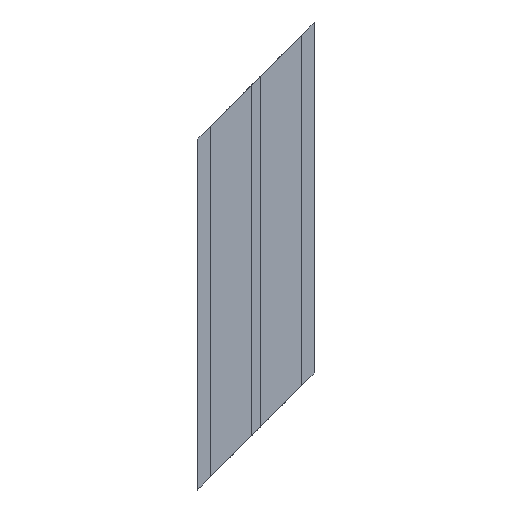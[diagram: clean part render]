
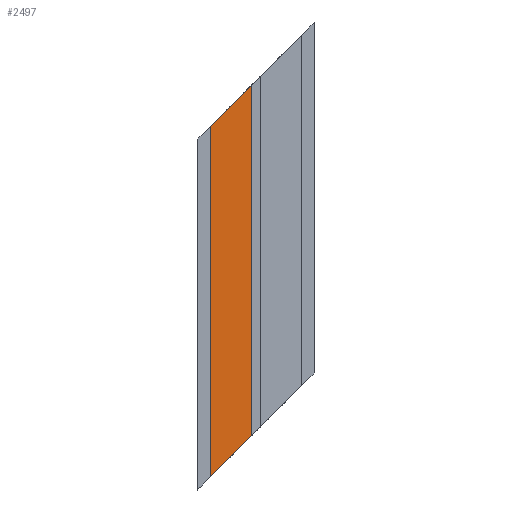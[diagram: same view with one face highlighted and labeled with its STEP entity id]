
A CAD part, front view. The second image highlights one B-rep face of the part: STEP entity #2497.
In plain terms, the highlighted planar face has unit normal (0, -1, 0).
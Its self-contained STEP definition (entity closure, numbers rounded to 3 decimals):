
#1111=DIRECTION('',(0.,0.,-1.));
#1112=VECTOR('',#1111,187.);
#1113=CARTESIAN_POINT('',(5.4,3.6,192.4));
#1114=LINE('',#1113,#1112);
#1125=DIRECTION('',(0.707,0.,0.707));
#1126=VECTOR('',#1125,35.638);
#1127=CARTESIAN_POINT('',(5.4,3.6,192.4));
#1128=LINE('',#1127,#1126);
#1132=DIRECTION('',(0.,0.,-1.));
#1133=VECTOR('',#1132,187.);
#1134=CARTESIAN_POINT('',(30.6,3.6,217.6));
#1135=LINE('',#1134,#1133);
#1139=DIRECTION('',(-0.707,0.,-0.707));
#1140=VECTOR('',#1139,35.638);
#1141=CARTESIAN_POINT('',(30.6,3.6,30.6));
#1142=LINE('',#1141,#1140);
#1506=CARTESIAN_POINT('',(30.6,3.6,217.6));
#1507=VERTEX_POINT('',#1506);
#1508=CARTESIAN_POINT('',(5.4,3.6,192.4));
#1509=VERTEX_POINT('',#1508);
#1659=CARTESIAN_POINT('',(5.4,3.6,5.4));
#1660=VERTEX_POINT('',#1659);
#1661=CARTESIAN_POINT('',(30.6,3.6,30.6));
#1662=VERTEX_POINT('',#1661);
#2485=CARTESIAN_POINT('',(5.4,3.6,0.));
#2486=DIRECTION('',(0.,-1.,0.));
#2487=DIRECTION('',(1.,0.,0.));
#2488=AXIS2_PLACEMENT_3D('',#2485,#2486,#2487);
#2489=PLANE('',#2488);
#2490=ORIENTED_EDGE('',*,*,#1744,.T.);
#2492=ORIENTED_EDGE('',*,*,#2491,.T.);
#2493=ORIENTED_EDGE('',*,*,#2337,.T.);
#2494=ORIENTED_EDGE('',*,*,#2478,.F.);
#2495=EDGE_LOOP('',(#2490,#2492,#2493,#2494));
#2496=FACE_OUTER_BOUND('',#2495,.F.);
#2497=ADVANCED_FACE('',(#2496),#2489,.T.);
#1744=EDGE_CURVE('',#1509,#1507,#1128,.T.);
#2337=EDGE_CURVE('',#1662,#1660,#1142,.T.);
#2478=EDGE_CURVE('',#1509,#1660,#1114,.T.);
#2491=EDGE_CURVE('',#1507,#1662,#1135,.T.);
